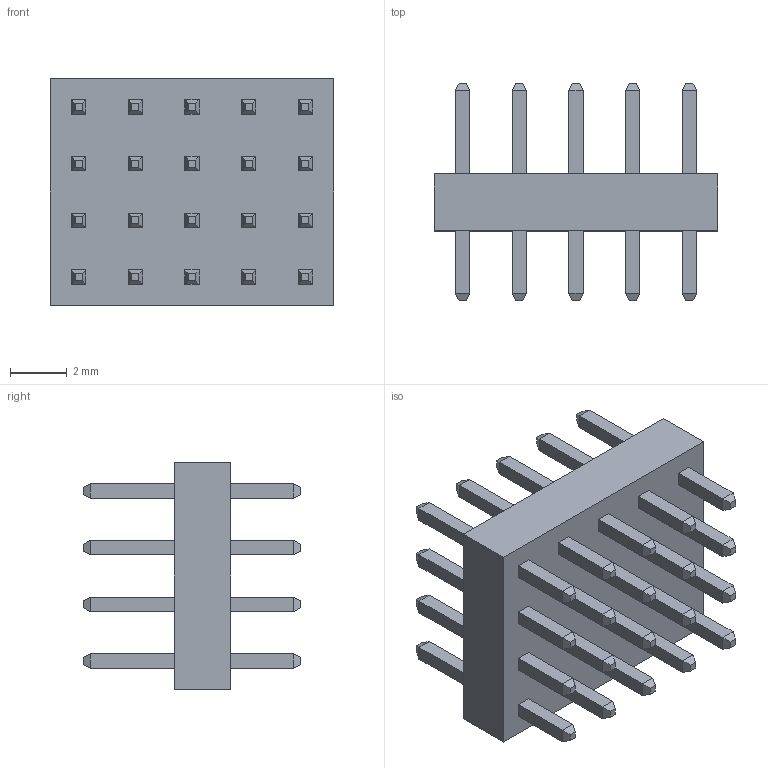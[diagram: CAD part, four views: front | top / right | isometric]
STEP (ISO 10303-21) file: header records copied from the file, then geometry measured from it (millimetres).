
FILE_DESCRIPTION(/* description */ ('STEP AP214'),/* implementation_level */ '2;1');
FILE_NAME(/* name */ 'TMMH-105-01-T-Q',/* time_stamp */ '2023-05-07T23:55:32+02:00',/* author */ ('License CC BY-ND 4.0'),/* organization */ ('CADENAS'),/* preprocessor_version */ 'ST-DEVELOPER v19.3',/* originating_system */ 'PARTsolutions',/* authorisation */ ' ');
FILE_SCHEMA (('AUTOMOTIVE_DESIGN {1 0 10303 214 3 1 1}'));
Length unit declared in the file: inch
Products named in the file (4): TMMH-105-01-T-Q; TMMH-105-01-T-Q_pins2; TMMH-105-01-T-Q_pins1; TMMH-105-01-T-Q_body
Assembly tree (3 placements, depth 2):
  TMMH-105-01-T-Q
    TMMH-105-01-T-Q_pins2
    TMMH-105-01-T-Q_pins1
    TMMH-105-01-T-Q_body
Bounding box: 10 x 7.67 x 7.98 mm (x, y, z)
Volume: 214.3 mm3; surface area: 847.5 mm2
Topology: 3 solids, 3 shells, 450 faces, 1076 edges, 664 vertices
Faces by surface type: plane 450
Entity records: 12724 total; most frequent: CARTESIAN_POINT 2194, ORIENTED_EDGE 2152, DIRECTION 1984, EDGE_CURVE 1076, LINE 1076, VECTOR 1076, VERTEX_POINT 664, EDGE_LOOP 522
